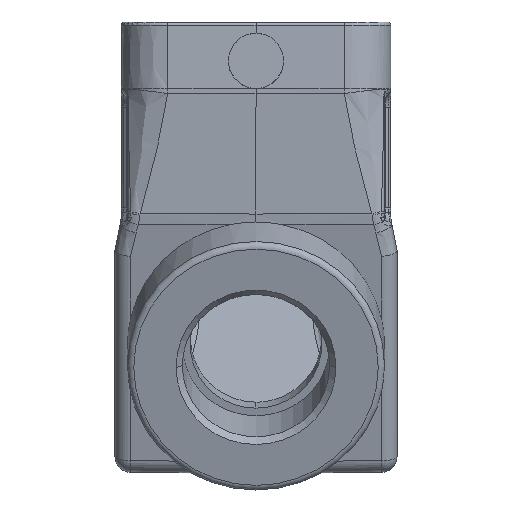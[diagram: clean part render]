
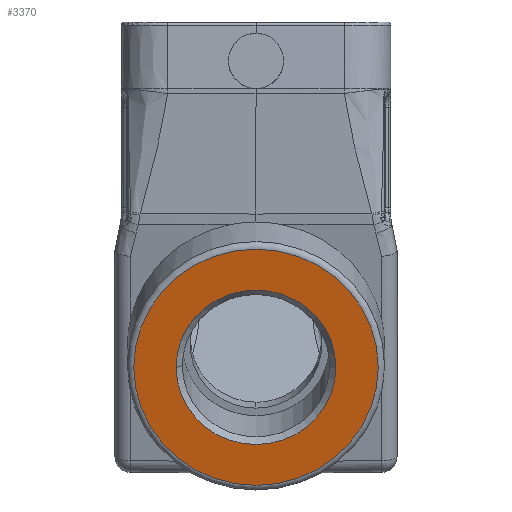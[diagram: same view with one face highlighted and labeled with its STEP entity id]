
A CAD part, left-side view. The second image highlights one B-rep face of the part: STEP entity #3370.
In plain terms, the highlighted planar face has unit normal (-0.966, 0, -0.259).
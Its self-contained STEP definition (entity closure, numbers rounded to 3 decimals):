
#1100=FACE_BOUND('',#5037,.T.);
#1101=FACE_BOUND('',#5038,.T.);
#3370=ADVANCED_FACE('',(#1100,#1101),#3653,.T.);
#3653=PLANE('',#12212);
#5037=EDGE_LOOP('',(#8295));
#5038=EDGE_LOOP('',(#8296,#8297));
#8295=ORIENTED_EDGE('',*,*,#11006,.T.);
#8296=ORIENTED_EDGE('',*,*,#9779,.F.);
#8297=ORIENTED_EDGE('',*,*,#9777,.F.);
#8619=VERTEX_POINT('',#17180);
#8620=VERTEX_POINT('',#17182);
#9360=VERTEX_POINT('',#24456);
#9777=EDGE_CURVE('',#8620,#8619,#11164,.T.);
#9779=EDGE_CURVE('',#8619,#8620,#11166,.T.);
#11006=EDGE_CURVE('',#9360,#9360,#11314,.T.);
#11164=CIRCLE('',#11586,12.75);
#11166=CIRCLE('',#11589,12.75);
#11314=CIRCLE('',#12211,19.5);
#11586=AXIS2_PLACEMENT_3D('',#17183,#12893,#12894);
#11589=AXIS2_PLACEMENT_3D('',#17186,#12899,#12900);
#12211=AXIS2_PLACEMENT_3D('',#24455,#14759,#14760);
#12212=AXIS2_PLACEMENT_3D('',#24457,#14761,#14762);
#12893=DIRECTION('',(-0.966,0.,-0.259));
#12894=DIRECTION('',(0.,-1.,0.));
#12899=DIRECTION('',(-0.966,0.,-0.259));
#12900=DIRECTION('',(0.,1.,0.));
#14759=DIRECTION('',(-0.966,0.,-0.259));
#14760=DIRECTION('',(-0.259,0.,0.966));
#14761=DIRECTION('',(-0.966,0.,-0.259));
#14762=DIRECTION('',(0.,1.,0.));
#17180=CARTESIAN_POINT('',(-41.947,12.75,-55.08));
#17182=CARTESIAN_POINT('',(-41.947,-12.75,-55.08));
#17183=CARTESIAN_POINT('',(-41.947,0.,-55.08));
#17186=CARTESIAN_POINT('',(-41.947,0.,-55.08));
#24455=CARTESIAN_POINT('',(-41.947,0.,-55.08));
#24456=CARTESIAN_POINT('',(-46.994,0.,-36.244));
#24457=CARTESIAN_POINT('',(-52.907,0.,-14.176));
